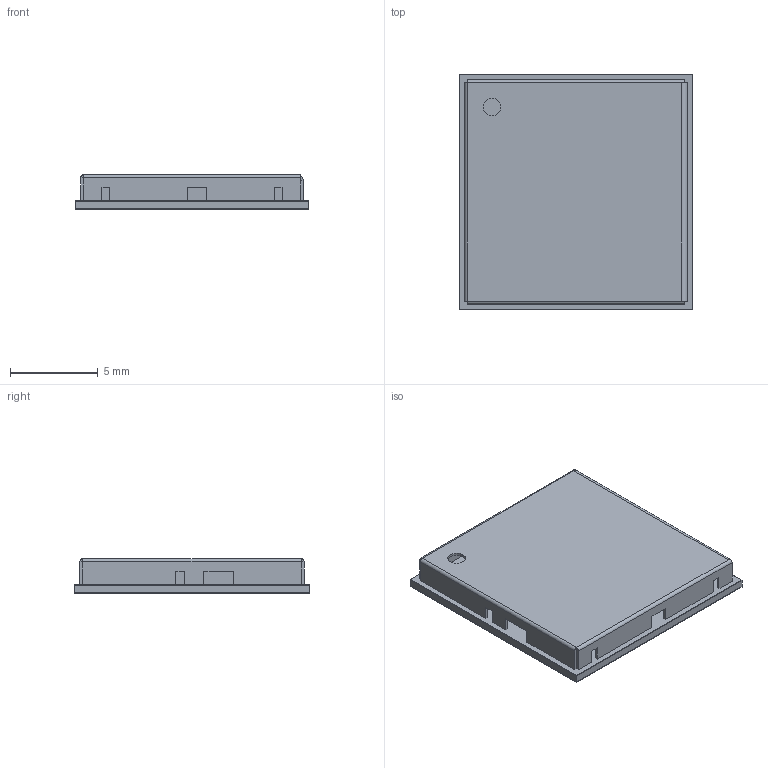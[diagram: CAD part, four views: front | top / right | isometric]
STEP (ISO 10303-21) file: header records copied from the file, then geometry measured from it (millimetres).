
FILE_DESCRIPTION((''),'2;1');
FILE_NAME('MOC0100A_ASM','2017-11-16T11:48:34',('a0412086'),(''),'CREO PARAMETRIC BY PTC INC, 2017260','CREO PARAMETRIC BY PTC INC, 2017260','');
FILE_SCHEMA(('AUTOMOTIVE_DESIGN { 1 0 10303 214 1 1 1 1 }'));
Length unit declared in the file: millimetre
Products named in the file (6): SMBOT; COPPER; SUBSTRATE; SMTOP; SHIELD-SHEETMETAL; MOC0100A_ASM
Assembly tree (5 placements, depth 2):
  MOC0100A_ASM
    SMBOT
    COPPER
    SUBSTRATE
    SMTOP
    SHIELD-SHEETMETAL
Bounding box: 13.3 x 13.4 x 1.96 mm (x, y, z)
Volume: 119.2 mm3; surface area: 1621.1 mm2
Topology: 73 solids, 73 shells, 905 faces, 2245 edges, 1486 vertices
Faces by surface type: plane 895, cylinder 10
Entity records: 34407 total; most frequent: CARTESIAN_POINT 4717, ORIENTED_EDGE 4490, DIRECTION 4175, PRESENTATION_STYLE_ASSIGNMENT 2318, STYLED_ITEM 2318, CURVE_STYLE 2245, EDGE_CURVE 2245, VECTOR 2225
